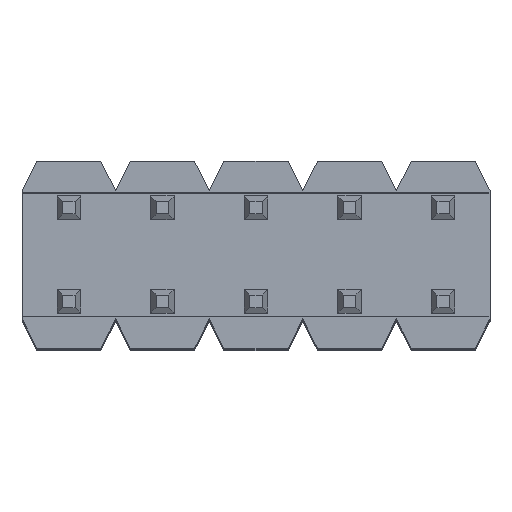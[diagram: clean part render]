
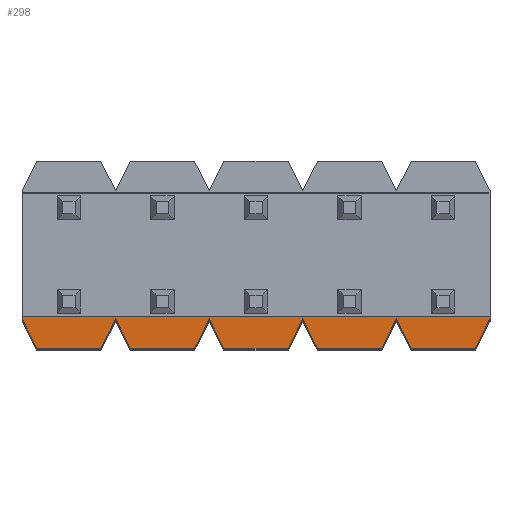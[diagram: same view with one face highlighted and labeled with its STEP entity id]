
A CAD part, top view. The second image highlights one B-rep face of the part: STEP entity #298.
In plain terms, the highlighted planar face has unit normal (0, 0, 1).
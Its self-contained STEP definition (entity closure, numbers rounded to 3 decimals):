
#152 = EDGE_CURVE ( 'NONE', #8718, #7944, #4808, .T. ) ;
#270 = VERTEX_POINT ( 'NONE', #2320 ) ;
#298 = ADVANCED_FACE ( 'NONE', ( #7390 ), #5651, .F. ) ;
#315 = LINE ( 'NONE', #6354, #2907 ) ;
#353 = VERTEX_POINT ( 'NONE', #7653 ) ;
#464 = ORIENTED_EDGE ( 'NONE', *, *, #1186, .T. ) ;
#629 = VECTOR ( 'NONE', #3498, 1000. ) ;
#784 = LINE ( 'NONE', #4964, #629 ) ;
#836 = EDGE_CURVE ( 'NONE', #9683, #353, #2059, .T. ) ;
#1105 = VECTOR ( 'NONE', #4549, 1000. ) ;
#1186 = EDGE_CURVE ( 'NONE', #353, #3075, #10258, .T. ) ;
#1269 = VECTOR ( 'NONE', #5316, 1000. ) ;
#1284 = VERTEX_POINT ( 'NONE', #10596 ) ;
#1290 = CARTESIAN_POINT ( 'NONE',  ( 45.72, -1.74, 40. ) ) ;
#1413 = DIRECTION ( 'NONE',  ( 0.447, 0.894, 0. ) ) ;
#1536 = DIRECTION ( 'NONE',  ( 0., 1., 0. ) ) ;
#1613 = VECTOR ( 'NONE', #8980, 1000. ) ;
#1639 = LINE ( 'NONE', #5077, #2797 ) ;
#1672 = LINE ( 'NONE', #5110, #6151 ) ;
#1824 = CARTESIAN_POINT ( 'NONE',  ( 35.24, -17.62, 40. ) ) ;
#1929 = LINE ( 'NONE', #3726, #2764 ) ;
#1933 = ORIENTED_EDGE ( 'NONE', *, *, #3123, .T. ) ;
#1950 = CARTESIAN_POINT ( 'NONE',  ( 38.1, -1.74, 40. ) ) ;
#2040 = DIRECTION ( 'NONE',  ( 0.447, -0.894, 0. ) ) ;
#2059 = LINE ( 'NONE', #9708, #3662 ) ;
#2068 = DIRECTION ( 'NONE',  ( 1., 0., 0. ) ) ;
#2277 = EDGE_CURVE ( 'NONE', #2889, #1284, #6394, .T. ) ;
#2301 = EDGE_CURVE ( 'NONE', #7703, #10981, #7507, .T. ) ;
#2320 = CARTESIAN_POINT ( 'NONE',  ( 40.24, -2.54, 40. ) ) ;
#2367 = LINE ( 'NONE', #7645, #9824 ) ;
#2387 = LINE ( 'NONE', #9252, #7196 ) ;
#2405 = EDGE_CURVE ( 'NONE', #1284, #2569, #2387, .T. ) ;
#2569 = VERTEX_POINT ( 'NONE', #7424 ) ;
#2583 = DIRECTION ( 'NONE',  ( 0., -1., 0. ) ) ;
#2654 = EDGE_CURVE ( 'NONE', #5208, #9683, #1929, .T. ) ;
#2764 = VECTOR ( 'NONE', #2040, 1000. ) ;
#2793 = CARTESIAN_POINT ( 'NONE',  ( 43.58, -2.54, 40. ) ) ;
#2797 = VECTOR ( 'NONE', #7553, 1000. ) ;
#2830 = ORIENTED_EDGE ( 'NONE', *, *, #4077, .T. ) ;
#2852 = LINE ( 'NONE', #8825, #1105 ) ;
#2889 = VERTEX_POINT ( 'NONE', #8603 ) ;
#2907 = VECTOR ( 'NONE', #2068, 1000. ) ;
#2935 = ORIENTED_EDGE ( 'NONE', *, *, #4460, .T. ) ;
#3075 = VERTEX_POINT ( 'NONE', #5892 ) ;
#3123 = EDGE_CURVE ( 'NONE', #10165, #8340, #3408, .T. ) ;
#3126 = CARTESIAN_POINT ( 'NONE',  ( 29.784, 14.892, 40. ) ) ;
#3279 = EDGE_CURVE ( 'NONE', #10801, #2569, #6845, .T. ) ;
#3293 = CARTESIAN_POINT ( 'NONE',  ( 48.66, -2.54, 40. ) ) ;
#3358 = ORIENTED_EDGE ( 'NONE', *, *, #7345, .T. ) ;
#3371 = ORIENTED_EDGE ( 'NONE', *, *, #9990, .T. ) ;
#3408 = LINE ( 'NONE', #5100, #4033 ) ;
#3469 = CARTESIAN_POINT ( 'NONE',  ( -50.8, -2.54, 40. ) ) ;
#3498 = DIRECTION ( 'NONE',  ( 0.447, -0.894, 0. ) ) ;
#3570 = DIRECTION ( 'NONE',  ( 0.447, 0.894, 0. ) ) ;
#3594 = ORIENTED_EDGE ( 'NONE', *, *, #2654, .T. ) ;
#3662 = VECTOR ( 'NONE', #8982, 1000. ) ;
#3726 = CARTESIAN_POINT ( 'NONE',  ( 31.816, 15.908, 40. ) ) ;
#3781 = VECTOR ( 'NONE', #9306, 1000. ) ;
#3844 = EDGE_CURVE ( 'NONE', #6199, #5231, #7068, .T. ) ;
#3899 = CARTESIAN_POINT ( 'NONE',  ( 38.5, -2.54, 40. ) ) ;
#3959 = CARTESIAN_POINT ( 'NONE',  ( 37.912, 18.956, 40. ) ) ;
#4033 = VECTOR ( 'NONE', #8362, 1000. ) ;
#4075 = EDGE_CURVE ( 'NONE', #7944, #2889, #1639, .T. ) ;
#4077 = EDGE_CURVE ( 'NONE', #7542, #10165, #784, .T. ) ;
#4316 = AXIS2_PLACEMENT_3D ( 'NONE', #10815, #6552, #8337 ) ;
#4460 = EDGE_CURVE ( 'NONE', #10801, #7703, #2367, .T. ) ;
#4479 = CARTESIAN_POINT ( 'NONE',  ( -1949.2, -1.675, 40. ) ) ;
#4549 = DIRECTION ( 'NONE',  ( 0.447, 0.894, 0. ) ) ;
#4571 = VECTOR ( 'NONE', #6005, 1000. ) ;
#4629 = VECTOR ( 'NONE', #1413, 1000. ) ;
#4640 = ORIENTED_EDGE ( 'NONE', *, *, #836, .T. ) ;
#4654 = ORIENTED_EDGE ( 'NONE', *, *, #3279, .F. ) ;
#4808 = LINE ( 'NONE', #3959, #7195 ) ;
#4940 = VECTOR ( 'NONE', #6229, 1000. ) ;
#4964 = CARTESIAN_POINT ( 'NONE',  ( 35.88, 17.94, 40. ) ) ;
#5077 = CARTESIAN_POINT ( 'NONE',  ( -50.8, -2.54, 40. ) ) ;
#5100 = CARTESIAN_POINT ( 'NONE',  ( -50.8, -2.54, 40. ) ) ;
#5110 = CARTESIAN_POINT ( 'NONE',  ( 33.848, 16.924, 40. ) ) ;
#5208 = VERTEX_POINT ( 'NONE', #9713 ) ;
#5226 = CARTESIAN_POINT ( 'NONE',  ( 48.26, -1.74, 40. ) ) ;
#5231 = VERTEX_POINT ( 'NONE', #5561 ) ;
#5316 = DIRECTION ( 'NONE',  ( 0.447, 0.894, 0. ) ) ;
#5561 = CARTESIAN_POINT ( 'NONE',  ( 45.32, -2.54, 40. ) ) ;
#5651 = PLANE ( 'NONE',  #4316 ) ;
#5892 = CARTESIAN_POINT ( 'NONE',  ( 43.18, -1.74, 40. ) ) ;
#6005 = DIRECTION ( 'NONE',  ( 1., 0., 0. ) ) ;
#6099 = CARTESIAN_POINT ( 'NONE',  ( 38.1, -1.675, 40. ) ) ;
#6151 = VECTOR ( 'NONE', #8278, 1000. ) ;
#6199 = VERTEX_POINT ( 'NONE', #2793 ) ;
#6220 = LINE ( 'NONE', #10547, #8793 ) ;
#6229 = DIRECTION ( 'NONE',  ( 1., 0., 0. ) ) ;
#6286 = EDGE_LOOP ( 'NONE', ( #4654, #2935, #9625, #10597, #3358, #3594, #4640, #464, #3371, #7028, #8667, #2830, #1933, #9231, #7216, #8054, #7094, #10380 ) ) ;
#6354 = CARTESIAN_POINT ( 'NONE',  ( -50.8, -2.54, 40. ) ) ;
#6394 = LINE ( 'NONE', #9821, #1613 ) ;
#6552 = DIRECTION ( 'NONE',  ( 0., 0., -1. ) ) ;
#6845 = LINE ( 'NONE', #4479, #4571 ) ;
#7028 = ORIENTED_EDGE ( 'NONE', *, *, #3844, .T. ) ;
#7068 = LINE ( 'NONE', #3469, #4940 ) ;
#7094 = ORIENTED_EDGE ( 'NONE', *, *, #2277, .T. ) ;
#7195 = VECTOR ( 'NONE', #8911, 1000. ) ;
#7196 = VECTOR ( 'NONE', #1536, 1000. ) ;
#7216 = ORIENTED_EDGE ( 'NONE', *, *, #152, .T. ) ;
#7345 = EDGE_CURVE ( 'NONE', #270, #5208, #8334, .T. ) ;
#7390 = FACE_OUTER_BOUND ( 'NONE', #6286, .T. ) ;
#7424 = CARTESIAN_POINT ( 'NONE',  ( 50.8, -1.675, 40. ) ) ;
#7507 = LINE ( 'NONE', #3126, #3781 ) ;
#7542 = VERTEX_POINT ( 'NONE', #1290 ) ;
#7553 = DIRECTION ( 'NONE',  ( 1., 0., 0. ) ) ;
#7645 = CARTESIAN_POINT ( 'NONE',  ( 38.1, 0., 40. ) ) ;
#7653 = CARTESIAN_POINT ( 'NONE',  ( 42.78, -2.54, 40. ) ) ;
#7703 = VERTEX_POINT ( 'NONE', #1950 ) ;
#7944 = VERTEX_POINT ( 'NONE', #3293 ) ;
#7945 = CARTESIAN_POINT ( 'NONE',  ( 41.04, -2.54, 40. ) ) ;
#8054 = ORIENTED_EDGE ( 'NONE', *, *, #4075, .T. ) ;
#8278 = DIRECTION ( 'NONE',  ( 0.447, -0.894, 0. ) ) ;
#8334 = LINE ( 'NONE', #9973, #4629 ) ;
#8337 = DIRECTION ( 'NONE',  ( -1., 0., 0. ) ) ;
#8340 = VERTEX_POINT ( 'NONE', #11080 ) ;
#8362 = DIRECTION ( 'NONE',  ( 1., 0., 0. ) ) ;
#8603 = CARTESIAN_POINT ( 'NONE',  ( 50.4, -2.54, 40. ) ) ;
#8667 = ORIENTED_EDGE ( 'NONE', *, *, #10099, .T. ) ;
#8718 = VERTEX_POINT ( 'NONE', #5226 ) ;
#8793 = VECTOR ( 'NONE', #3570, 1000. ) ;
#8825 = CARTESIAN_POINT ( 'NONE',  ( 37.272, -18.636, 40. ) ) ;
#8911 = DIRECTION ( 'NONE',  ( 0.447, -0.894, 0. ) ) ;
#8980 = DIRECTION ( 'NONE',  ( 0.447, 0.894, 0. ) ) ;
#8982 = DIRECTION ( 'NONE',  ( 1., 0., 0. ) ) ;
#9178 = EDGE_CURVE ( 'NONE', #8340, #8718, #6220, .T. ) ;
#9231 = ORIENTED_EDGE ( 'NONE', *, *, #9178, .T. ) ;
#9252 = CARTESIAN_POINT ( 'NONE',  ( 50.8, -2.54, 40. ) ) ;
#9306 = DIRECTION ( 'NONE',  ( 0.447, -0.894, 0. ) ) ;
#9625 = ORIENTED_EDGE ( 'NONE', *, *, #2301, .T. ) ;
#9683 = VERTEX_POINT ( 'NONE', #7945 ) ;
#9708 = CARTESIAN_POINT ( 'NONE',  ( -50.8, -2.54, 40. ) ) ;
#9713 = CARTESIAN_POINT ( 'NONE',  ( 40.64, -1.74, 40. ) ) ;
#9821 = CARTESIAN_POINT ( 'NONE',  ( 41.336, -20.668, 40. ) ) ;
#9824 = VECTOR ( 'NONE', #2583, 1000. ) ;
#9973 = CARTESIAN_POINT ( 'NONE',  ( 33.208, -16.604, 40. ) ) ;
#9990 = EDGE_CURVE ( 'NONE', #3075, #6199, #1672, .T. ) ;
#10053 = CARTESIAN_POINT ( 'NONE',  ( 46.12, -2.54, 40. ) ) ;
#10099 = EDGE_CURVE ( 'NONE', #5231, #7542, #2852, .T. ) ;
#10144 = EDGE_CURVE ( 'NONE', #10981, #270, #315, .T. ) ;
#10165 = VERTEX_POINT ( 'NONE', #10053 ) ;
#10258 = LINE ( 'NONE', #1824, #1269 ) ;
#10380 = ORIENTED_EDGE ( 'NONE', *, *, #2405, .T. ) ;
#10547 = CARTESIAN_POINT ( 'NONE',  ( 39.304, -19.652, 40. ) ) ;
#10596 = CARTESIAN_POINT ( 'NONE',  ( 50.8, -1.74, 40. ) ) ;
#10597 = ORIENTED_EDGE ( 'NONE', *, *, #10144, .T. ) ;
#10801 = VERTEX_POINT ( 'NONE', #6099 ) ;
#10815 = CARTESIAN_POINT ( 'NONE',  ( 0., 0., 40. ) ) ;
#10981 = VERTEX_POINT ( 'NONE', #3899 ) ;
#11080 = CARTESIAN_POINT ( 'NONE',  ( 47.86, -2.54, 40. ) ) ;
